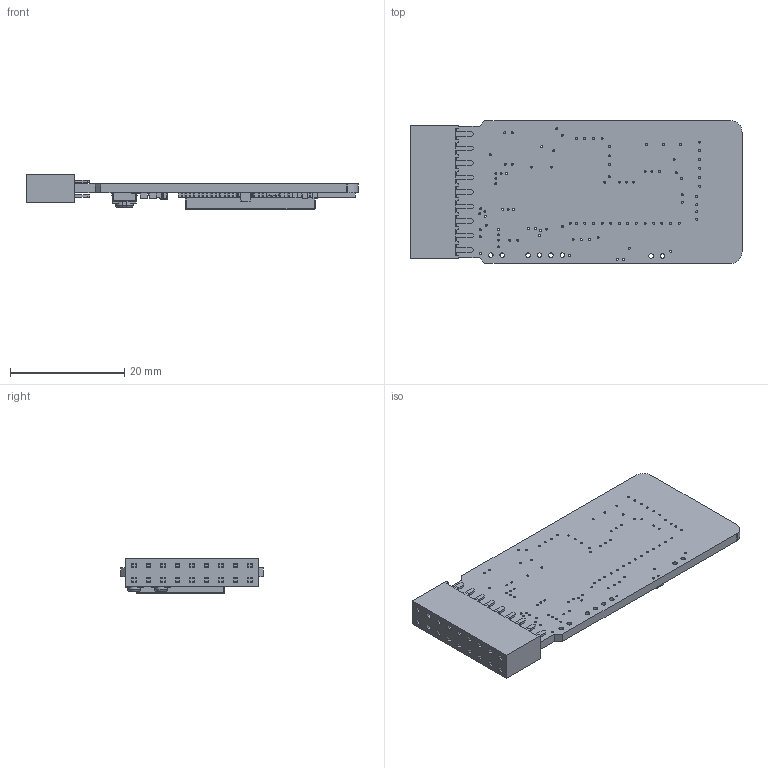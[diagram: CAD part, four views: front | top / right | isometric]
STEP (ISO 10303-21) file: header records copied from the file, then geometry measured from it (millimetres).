
FILE_DESCRIPTION(/* description */ (''),/* implementation_level */ '2;1');
FILE_NAME(/* name */ 'ClockCtrlSTP.step',/* time_stamp */ '2021-07-06T15:16:21-05:00',/* author */ (''),/* organization */ (''),/* preprocessor_version */ 'ST-DEVELOPER v18.1',/* originating_system */ 'Autodesk Translation Framework v10.9.0.1377',/* authorisation */ '');
FILE_SCHEMA (('AUTOMOTIVE_DESIGN { 1 0 10303 214 3 1 1 }'));
Products named in the file (37): ClockCtrl; Board; Packages; C0603; C0603 (1); C0603 (2); C0603 (3); C0603 (4); C0603 (5); C0603 (6); C0805; R0603 (1); core; Pad; R0603 (2); core (1); Pad (1); XCVR_ESP32-S2-WROOM; CLOCKC_FOOTPRINT; _T1SSW-109-01-T-D; _P2SSW-109-01-T-D; 434123025826; Frame; Cover; Stem; Terminal; 434123025826 (1); Frame (1); Cover (1); Stem (1); Terminal (1); SOT95P280X145-6N; SE_SMALL_FACESILK; SE_SMALL_SILK; 20X20; 62000211121; SON65P250X250X80-7N
Assembly tree (44 placements, depth 4):
  ClockCtrl
    Board
    Packages
      C0603
      C0603 (1)
      C0603 (2)
      C0603 (3)
      C0603 (4)
      C0603 (5)
      C0603 (6)
      C0805
      R0603 (1)
        core
        Pad  x2
      R0603 (2)
        core (1)
        Pad (1)  x2
      XCVR_ESP32-S2-WROOM
      CLOCKC_FOOTPRINT
        _T1SSW-109-01-T-D
        _P2SSW-109-01-T-D
      434123025826
        Frame
        Cover
        Stem
        Terminal  x4
      434123025826 (1)
        Frame (1)
        Cover (1)
        Stem (1)
        Terminal (1)  x4
      SOT95P280X145-6N
      SE_SMALL_FACESILK
      SE_SMALL_SILK
      20X20
      62000211121
      SON65P250X250X80-7N
Bounding box: 58.13 x 25 x 6.06 mm (x, y, z)
Volume: 3389.6 mm3; surface area: 6964.5 mm2
Topology: 49 solids, 49 shells, 2067 faces, 5550 edges, 3543 vertices
Faces by surface type: plane 1565, cylinder 406, sphere 80, bspline 9, torus 4, cone 3
Full cylindrical faces by diameter (mm): 0.3 x1, 0.35 x95, 0.5 x1, 0.75 x2, 0.8 x8, 1.72 x1, 1.86 x1, 2 x2
Entity records: 64661 total; most frequent: CARTESIAN_POINT 11828, ORIENTED_EDGE 10508, DIRECTION 10046, EDGE_CURVE 5254, LINE 4406, VECTOR 4406, VERTEX_POINT 3407, AXIS2_PLACEMENT_3D 2820
